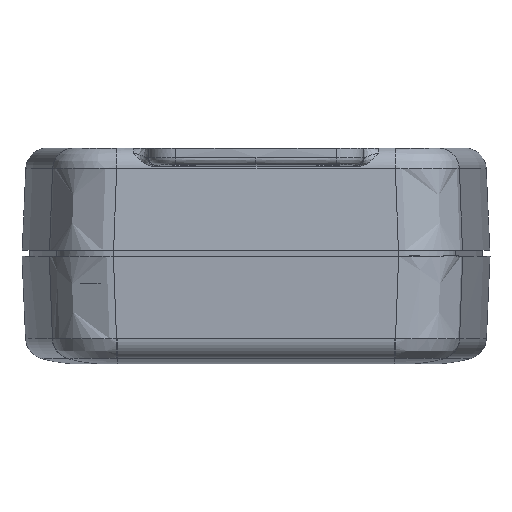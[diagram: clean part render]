
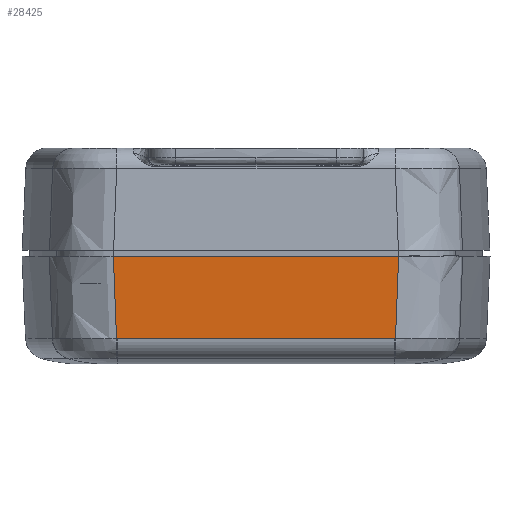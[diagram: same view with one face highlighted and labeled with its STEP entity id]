
A CAD part, left-side view. The second image highlights one B-rep face of the part: STEP entity #28425.
In plain terms, the highlighted face is planar.
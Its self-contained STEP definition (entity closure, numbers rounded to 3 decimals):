
#527 = CARTESIAN_POINT ( 'NONE',  ( 59.623, -19.483, -6.363 ) ) ;
#831 = EDGE_CURVE ( 'NONE', #28235, #33186, #10739, .T. ) ;
#1812 = CARTESIAN_POINT ( 'NONE',  ( 59.499, 19.287, -3.519 ) ) ;
#4823 = CARTESIAN_POINT ( 'NONE',  ( 59.685, 19.537, -7.784 ) ) ;
#5511 = CARTESIAN_POINT ( 'NONE',  ( 59.895, -19.718, -12.595 ) ) ;
#5627 = PLANE ( 'NONE',  #25163 ) ;
#8646 = CARTESIAN_POINT ( 'NONE',  ( 59.499, -19.375, -3.52 ) ) ;
#9010 = VECTOR ( 'NONE', #29332, 1000. ) ;
#9100 = CARTESIAN_POINT ( 'NONE',  ( 59.499, 27.5, -3.519 ) ) ;
#9294 = B_SPLINE_CURVE_WITH_KNOTS ( 'NONE', 3,
 ( #8646, #26799, #527, #16058, #29806, #5511, #32492 ),
 .UNSPECIFIED., .F., .F.,
 ( 4, 3, 4 ),
 ( 0.004, 0.008, 0.015 ),
 .UNSPECIFIED. ) ;
#9617 = EDGE_CURVE ( 'NONE', #33186, #13657, #20196, .T. ) ;
#10084 = ORIENTED_EDGE ( 'NONE', *, *, #28346, .T. ) ;
#10739 = B_SPLINE_CURVE_WITH_KNOTS ( 'NONE', 3,
 ( #17718, #20496, #1812, #33667 ),
 .UNSPECIFIED., .F., .F.,
 ( 4, 4 ),
 ( 0., 0. ),
 .UNSPECIFIED. ) ;
#11871 = VERTEX_POINT ( 'NONE', #21757 ) ;
#12086 = CARTESIAN_POINT ( 'NONE',  ( 59.499, -19.331, -3.519 ) ) ;
#12415 = FACE_OUTER_BOUND ( 'NONE', #28554, .T. ) ;
#13657 = VERTEX_POINT ( 'NONE', #31648 ) ;
#13922 = VERTEX_POINT ( 'NONE', #30436 ) ;
#14712 = ORIENTED_EDGE ( 'NONE', *, *, #22395, .T. ) ;
#14715 = ORIENTED_EDGE ( 'NONE', *, *, #831, .T. ) ;
#15230 = LINE ( 'NONE', #32370, #9010 ) ;
#15492 = CARTESIAN_POINT ( 'NONE',  ( 60., -19.809, -15. ) ) ;
#15495 = CARTESIAN_POINT ( 'NONE',  ( 60., 19.809, -15. ) ) ;
#16058 = CARTESIAN_POINT ( 'NONE',  ( 59.685, -19.537, -7.784 ) ) ;
#17072 = CARTESIAN_POINT ( 'NONE',  ( 59.499, -19.242, -3.519 ) ) ;
#17707 = VECTOR ( 'NONE', #30606, 1000. ) ;
#17718 = CARTESIAN_POINT ( 'NONE',  ( 59.499, 19.375, -3.52 ) ) ;
#17972 = CARTESIAN_POINT ( 'NONE',  ( 59.499, 19.375, -3.52 ) ) ;
#18200 = CARTESIAN_POINT ( 'NONE',  ( 59.623, 19.483, -6.363 ) ) ;
#18578 = EDGE_CURVE ( 'NONE', #20593, #11871, #15230, .T. ) ;
#19114 = DIRECTION ( 'NONE',  ( 0.999, 0., 0.044 ) ) ;
#20087 = CARTESIAN_POINT ( 'NONE',  ( 59.499, -19.375, -3.52 ) ) ;
#20196 = LINE ( 'NONE', #9100, #17707 ) ;
#20496 = CARTESIAN_POINT ( 'NONE',  ( 59.499, 19.331, -3.519 ) ) ;
#20593 = VERTEX_POINT ( 'NONE', #15492 ) ;
#20742 = CARTESIAN_POINT ( 'NONE',  ( 59.895, 19.718, -12.595 ) ) ;
#20855 = CARTESIAN_POINT ( 'NONE',  ( 59.561, 19.429, -4.941 ) ) ;
#21578 = EDGE_CURVE ( 'NONE', #13657, #13922, #24060, .T. ) ;
#21757 = CARTESIAN_POINT ( 'NONE',  ( 60., 19.809, -15. ) ) ;
#22076 = ORIENTED_EDGE ( 'NONE', *, *, #18578, .T. ) ;
#22395 = EDGE_CURVE ( 'NONE', #11871, #28235, #24732, .T. ) ;
#23535 = CARTESIAN_POINT ( 'NONE',  ( 59.499, 19.375, -3.52 ) ) ;
#24060 = B_SPLINE_CURVE_WITH_KNOTS ( 'NONE', 3,
 ( #17072, #28004, #12086, #20087 ),
 .UNSPECIFIED., .F., .F.,
 ( 4, 4 ),
 ( 0., 0. ),
 .UNSPECIFIED. ) ;
#24732 = B_SPLINE_CURVE_WITH_KNOTS ( 'NONE', 3,
 ( #15495, #20742, #34127, #4823, #18200, #20855, #23535 ),
 .UNSPECIFIED., .F., .F.,
 ( 4, 3, 4 ),
 ( 0., 0.007, 0.011 ),
 .UNSPECIFIED. ) ;
#25163 = AXIS2_PLACEMENT_3D ( 'NONE', #32259, #19114, #29567 ) ;
#26799 = CARTESIAN_POINT ( 'NONE',  ( 59.561, -19.429, -4.941 ) ) ;
#27333 = CARTESIAN_POINT ( 'NONE',  ( 59.499, 19.242, -3.519 ) ) ;
#28004 = CARTESIAN_POINT ( 'NONE',  ( 59.499, -19.287, -3.519 ) ) ;
#28235 = VERTEX_POINT ( 'NONE', #17972 ) ;
#28346 = EDGE_CURVE ( 'NONE', #13922, #20593, #9294, .T. ) ;
#28425 = ADVANCED_FACE ( 'NONE', ( #12415 ), #5627, .T. ) ;
#28554 = EDGE_LOOP ( 'NONE', ( #30044, #32215, #10084, #22076, #14712, #14715 ) ) ;
#29332 = DIRECTION ( 'NONE',  ( 0., 1., 0. ) ) ;
#29567 = DIRECTION ( 'NONE',  ( 0.044, 0., -0.999 ) ) ;
#29806 = CARTESIAN_POINT ( 'NONE',  ( 59.79, -19.627, -10.19 ) ) ;
#30044 = ORIENTED_EDGE ( 'NONE', *, *, #9617, .T. ) ;
#30436 = CARTESIAN_POINT ( 'NONE',  ( 59.499, -19.375, -3.52 ) ) ;
#30606 = DIRECTION ( 'NONE',  ( 0., -1., 0. ) ) ;
#31648 = CARTESIAN_POINT ( 'NONE',  ( 59.499, -19.242, -3.519 ) ) ;
#32215 = ORIENTED_EDGE ( 'NONE', *, *, #21578, .T. ) ;
#32259 = CARTESIAN_POINT ( 'NONE',  ( 60., 27.5, -15. ) ) ;
#32370 = CARTESIAN_POINT ( 'NONE',  ( 60., 27.5, -15. ) ) ;
#32492 = CARTESIAN_POINT ( 'NONE',  ( 60., -19.809, -15. ) ) ;
#33186 = VERTEX_POINT ( 'NONE', #27333 ) ;
#33667 = CARTESIAN_POINT ( 'NONE',  ( 59.499, 19.242, -3.519 ) ) ;
#34127 = CARTESIAN_POINT ( 'NONE',  ( 59.79, 19.627, -10.19 ) ) ;
